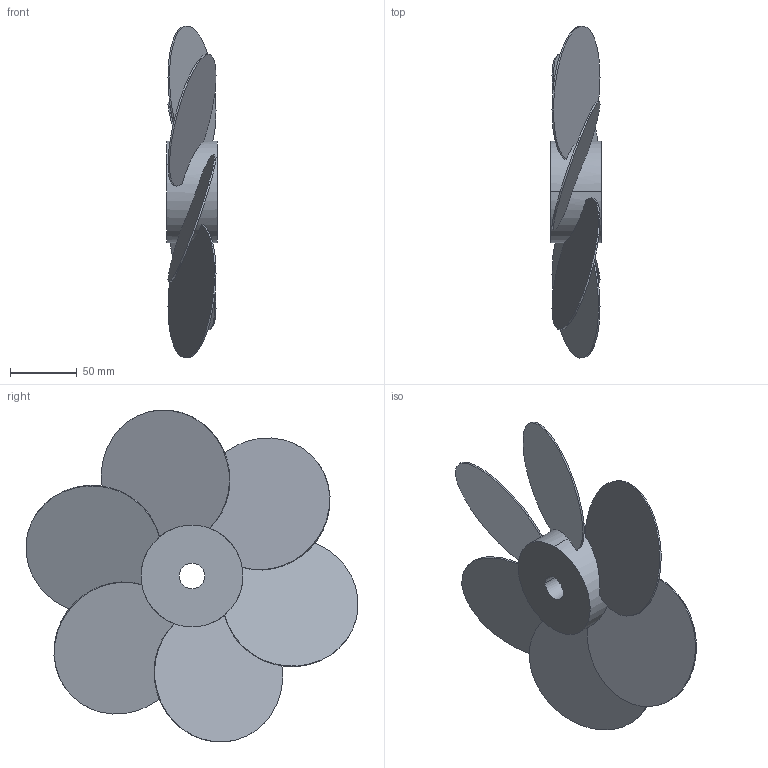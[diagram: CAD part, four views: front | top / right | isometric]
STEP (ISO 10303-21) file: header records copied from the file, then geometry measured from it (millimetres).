
FILE_DESCRIPTION(('produced by SPATIAL CORP'),'2;1');
FILE_NAME( 'evaporator_fan.prt.hh.sat.stp','2002-04-19T13:36:27+00:00',('SPATIAL CORP'),('SPATIAL CORP'), 'ACIS STEP Husk','http://www.spatial.com','SPATIAL CORP');
FILE_SCHEMA(('CONFIG_CONTROL_DESIGN'));
Length unit declared in the file: millimetre
Products named in the file (1): PRODUCT_ID_1
Bounding box: 38.1 x 248.26 x 248.26 mm (x, y, z)
Volume: 168983.4 mm3; surface area: 123702.1 mm2
Topology: 1 solids, 1 shells, 73 faces, 174 edges, 108 vertices
Faces by surface type: plane 33, cylinder 32, cone 8
Entity records: 1986 total; most frequent: CARTESIAN_POINT 378, ORIENTED_EDGE 348, DIRECTION 296, EDGE_CURVE 174, AXIS2_PLACEMENT_3D 124, VERTEX_POINT 108, EDGE_LOOP 80, FACE_BOUND 80
